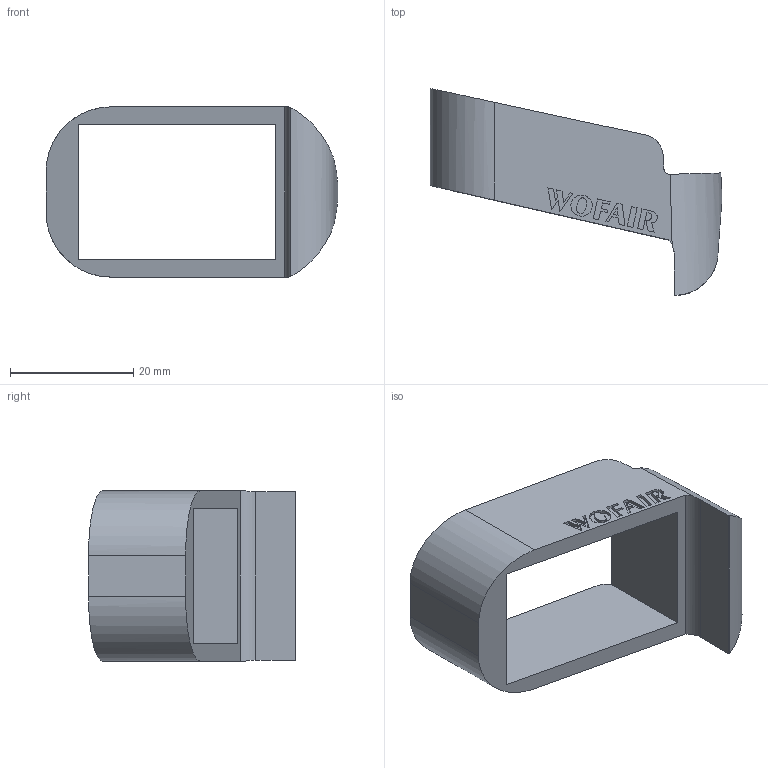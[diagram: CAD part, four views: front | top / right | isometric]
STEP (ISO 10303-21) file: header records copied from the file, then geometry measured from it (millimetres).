
FILE_DESCRIPTION(/* description */ (''),/* implementation_level */ '2;1');
FILE_NAME(/* name */ 'Sleeve G2C v3.step',/* time_stamp */ '2020-08-06T17:09:59-03:00',/* author */ (''),/* organization */ (''),/* preprocessor_version */ 'ST-DEVELOPER v18.1',/* originating_system */ 'Autodesk Translation Framework v9.3.0.1241',/* authorisation */ '');
FILE_SCHEMA (('AUTOMOTIVE_DESIGN { 1 0 10303 214 3 1 1 }'));
Length unit declared in the file: millimetre
Products named in the file (1): Sleeve G2C
Bounding box: 47.42 x 33.63 x 27.65 mm (x, y, z)
Volume: 8008 mm3; surface area: 5227.7 mm2
Topology: 1 solids, 1 shells, 108 faces, 295 edges, 196 vertices
Faces by surface type: plane 68, bspline 32, cylinder 8
Entity records: 3759 total; most frequent: CARTESIAN_POINT 1184, ORIENTED_EDGE 590, DIRECTION 401, EDGE_CURVE 295, LINE 207, VECTOR 207, VERTEX_POINT 196, EDGE_LOOP 117
